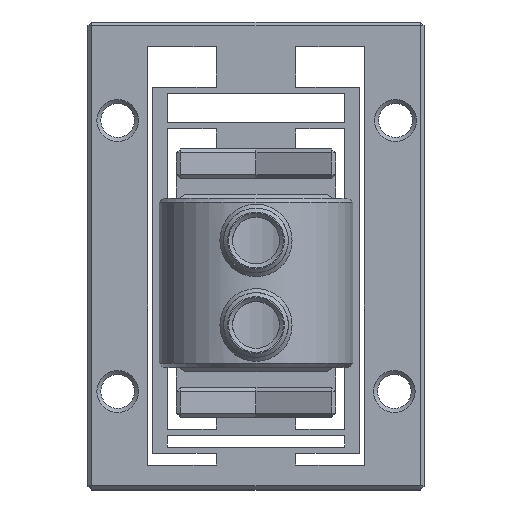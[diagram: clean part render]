
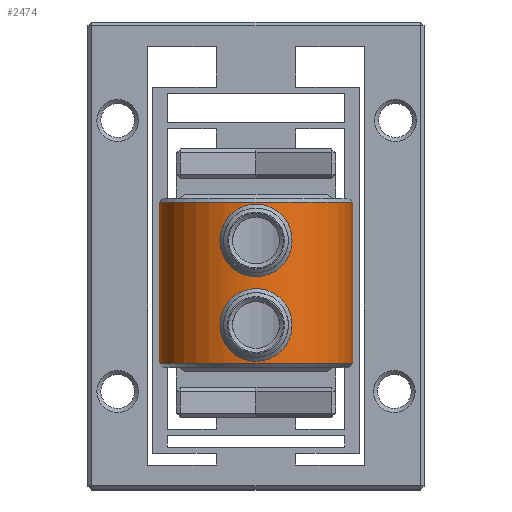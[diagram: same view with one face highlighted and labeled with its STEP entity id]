
A CAD part, top view. The second image highlights one B-rep face of the part: STEP entity #2474.
In plain terms, the highlighted cylindrical face has radius 9.75 mm (diameter 19.5 mm), a partial arc.
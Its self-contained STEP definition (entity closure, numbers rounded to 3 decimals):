
#27=B_SPLINE_CURVE_WITH_KNOTS('',3,(#3647,#3648,#3649,#3650,#3651,#3652,
#3653,#3654,#3655,#3656,#3657,#3658,#3659,#3660,#3661,#3662,#3663,#3664,
#3665,#3666,#3667,#3668),.UNSPECIFIED.,.T.,.F.,(4,1,1,1,1,1,1,1,1,1,1,1,
1,1,1,1,1,1,1,4),(-1.975,-1.834,-1.693,
-1.623,-1.552,-1.411,-1.27,
-1.199,-1.129,-1.035,-0.941,
-0.847,-0.752,-0.658,-0.564,
-0.423,-0.353,-0.282,-0.141,
0.),.UNSPECIFIED.);
#28=B_SPLINE_CURVE_WITH_KNOTS('',3,(#3670,#3671,#3672,#3673,#3674,#3675,
#3676,#3677,#3678,#3679,#3680,#3681,#3682,#3683,#3684,#3685,#3686,#3687,
#3688,#3689,#3690,#3691),.UNSPECIFIED.,.T.,.F.,(4,1,1,1,1,1,1,1,1,1,1,1,
1,1,1,1,1,1,1,4),(-1.975,-1.834,-1.693,
-1.623,-1.552,-1.411,-1.27,
-1.199,-1.129,-1.035,-0.941,
-0.847,-0.752,-0.658,-0.564,
-0.423,-0.353,-0.282,-0.141,
0.),.UNSPECIFIED.);
#33=CYLINDRICAL_SURFACE('',#2653,9.75);
#59=FACE_BOUND('',#281,.T.);
#60=FACE_BOUND('',#282,.T.);
#92=CIRCLE('',#2650,9.75);
#93=CIRCLE('',#2654,9.75);
#130=FACE_OUTER_BOUND('',#280,.T.);
#280=EDGE_LOOP('',(#1706,#1707,#1708,#1709));
#281=EDGE_LOOP('',(#1710));
#282=EDGE_LOOP('',(#1711));
#459=LINE('',#3638,#772);
#462=LINE('',#3644,#775);
#772=VECTOR('',#2904,10.);
#775=VECTOR('',#2909,10.);
#1092=VERTEX_POINT('',#3625);
#1093=VERTEX_POINT('',#3629);
#1095=VERTEX_POINT('',#3637);
#1097=VERTEX_POINT('',#3643);
#1098=VERTEX_POINT('',#3646);
#1099=VERTEX_POINT('',#3669);
#1317=EDGE_CURVE('',#1092,#1093,#92,.T.);
#1320=EDGE_CURVE('',#1093,#1095,#459,.T.);
#1323=EDGE_CURVE('',#1092,#1097,#462,.T.);
#1324=EDGE_CURVE('',#1095,#1097,#93,.T.);
#1325=EDGE_CURVE('',#1098,#1098,#27,.T.);
#1326=EDGE_CURVE('',#1099,#1099,#28,.T.);
#1706=ORIENTED_EDGE('',*,*,#1317,.F.);
#1707=ORIENTED_EDGE('',*,*,#1323,.T.);
#1708=ORIENTED_EDGE('',*,*,#1324,.F.);
#1709=ORIENTED_EDGE('',*,*,#1320,.F.);
#1710=ORIENTED_EDGE('',*,*,#1325,.F.);
#1711=ORIENTED_EDGE('',*,*,#1326,.F.);
#2474=ADVANCED_FACE('',(#130,#59,#60),#33,.T.);
#2650=AXIS2_PLACEMENT_3D('',#3631,#2896,#2897);
#2653=AXIS2_PLACEMENT_3D('',#3642,#2907,#2908);
#2654=AXIS2_PLACEMENT_3D('',#3645,#2910,#2911);
#2896=DIRECTION('center_axis',(0.,1.,0.));
#2897=DIRECTION('ref_axis',(0.963,0.,0.268));
#2904=DIRECTION('',(0.,-1.,0.));
#2907=DIRECTION('center_axis',(0.,-1.,0.));
#2908=DIRECTION('ref_axis',(0.,0.,1.));
#2909=DIRECTION('',(0.,-1.,0.));
#2910=DIRECTION('center_axis',(0.,-1.,0.));
#2911=DIRECTION('ref_axis',(0.963,0.,0.268));
#3625=CARTESIAN_POINT('',(-9.392,5.38,12.999));
#3629=CARTESIAN_POINT('',(9.392,5.38,12.999));
#3631=CARTESIAN_POINT('Origin',(0.,5.38,
15.615));
#3637=CARTESIAN_POINT('',(9.392,-10.82,12.999));
#3638=CARTESIAN_POINT('',(9.392,5.78,12.999));
#3642=CARTESIAN_POINT('Origin',(0.,5.78,
15.615));
#3643=CARTESIAN_POINT('',(-9.392,-10.82,12.999));
#3644=CARTESIAN_POINT('',(-9.392,5.78,12.999));
#3645=CARTESIAN_POINT('Origin',(0.,-10.82,
15.615));
#3646=CARTESIAN_POINT('',(3.624,1.53,24.666));
#3647=CARTESIAN_POINT('Ctrl Pts',(3.624,1.53,24.666));
#3648=CARTESIAN_POINT('Ctrl Pts',(3.624,2.061,24.666));
#3649=CARTESIAN_POINT('Ctrl Pts',(3.363,3.209,24.776));
#3650=CARTESIAN_POINT('Ctrl Pts',(2.521,4.253,25.052));
#3651=CARTESIAN_POINT('Ctrl Pts',(1.608,4.842,25.242));
#3652=CARTESIAN_POINT('Ctrl Pts',(0.541,5.211,25.376));
#3653=CARTESIAN_POINT('Ctrl Pts',(-0.815,5.217,25.378));
#3654=CARTESIAN_POINT('Ctrl Pts',(-2.123,4.584,25.149));
#3655=CARTESIAN_POINT('Ctrl Pts',(-2.845,3.843,24.945));
#3656=CARTESIAN_POINT('Ctrl Pts',(-3.344,3.069,24.778));
#3657=CARTESIAN_POINT('Ctrl Pts',(-3.637,2.066,24.661));
#3658=CARTESIAN_POINT('Ctrl Pts',(-3.641,0.994,24.66));
#3659=CARTESIAN_POINT('Ctrl Pts',(-3.309,-0.107,
24.791));
#3660=CARTESIAN_POINT('Ctrl Pts',(-2.693,-0.995,24.995));
#3661=CARTESIAN_POINT('Ctrl Pts',(-1.875,-1.665,25.199));
#3662=CARTESIAN_POINT('Ctrl Pts',(-0.631,-2.156,25.377));
#3663=CARTESIAN_POINT('Ctrl Pts',(0.538,-2.152,25.376));
#3664=CARTESIAN_POINT('Ctrl Pts',(1.608,-1.784,25.242));
#3665=CARTESIAN_POINT('Ctrl Pts',(2.521,-1.194,25.051));
#3666=CARTESIAN_POINT('Ctrl Pts',(3.363,-0.149,24.776));
#3667=CARTESIAN_POINT('Ctrl Pts',(3.624,0.998,24.666));
#3668=CARTESIAN_POINT('Ctrl Pts',(3.624,1.53,24.666));
#3669=CARTESIAN_POINT('',(3.624,-6.97,24.666));
#3670=CARTESIAN_POINT('Ctrl Pts',(3.624,-6.97,24.666));
#3671=CARTESIAN_POINT('Ctrl Pts',(3.624,-6.439,24.666));
#3672=CARTESIAN_POINT('Ctrl Pts',(3.362,-5.291,24.776));
#3673=CARTESIAN_POINT('Ctrl Pts',(2.522,-4.248,25.051));
#3674=CARTESIAN_POINT('Ctrl Pts',(1.607,-3.658,25.242));
#3675=CARTESIAN_POINT('Ctrl Pts',(0.542,-3.289,25.376));
#3676=CARTESIAN_POINT('Ctrl Pts',(-0.815,-3.283,
25.378));
#3677=CARTESIAN_POINT('Ctrl Pts',(-2.123,-3.916,25.149));
#3678=CARTESIAN_POINT('Ctrl Pts',(-2.845,-4.657,24.945));
#3679=CARTESIAN_POINT('Ctrl Pts',(-3.344,-5.431,24.778));
#3680=CARTESIAN_POINT('Ctrl Pts',(-3.637,-6.434,24.661));
#3681=CARTESIAN_POINT('Ctrl Pts',(-3.641,-7.506,24.66));
#3682=CARTESIAN_POINT('Ctrl Pts',(-3.309,-8.607,24.791));
#3683=CARTESIAN_POINT('Ctrl Pts',(-2.693,-9.495,24.995));
#3684=CARTESIAN_POINT('Ctrl Pts',(-1.875,-10.165,25.199));
#3685=CARTESIAN_POINT('Ctrl Pts',(-0.631,-10.656,
25.377));
#3686=CARTESIAN_POINT('Ctrl Pts',(0.538,-10.652,25.376));
#3687=CARTESIAN_POINT('Ctrl Pts',(1.608,-10.284,25.242));
#3688=CARTESIAN_POINT('Ctrl Pts',(2.521,-9.694,25.051));
#3689=CARTESIAN_POINT('Ctrl Pts',(3.363,-8.65,24.776));
#3690=CARTESIAN_POINT('Ctrl Pts',(3.624,-7.502,24.666));
#3691=CARTESIAN_POINT('Ctrl Pts',(3.624,-6.97,24.666));
